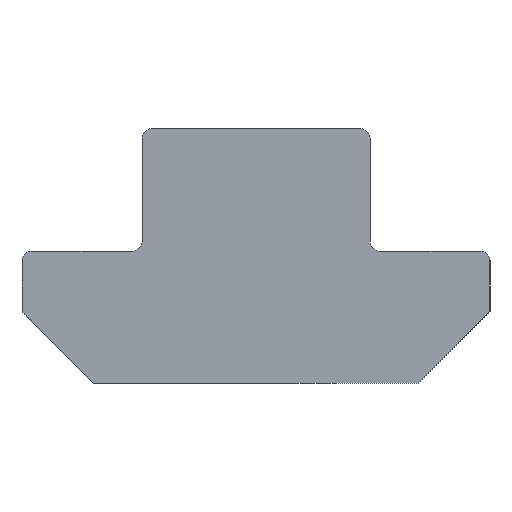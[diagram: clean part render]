
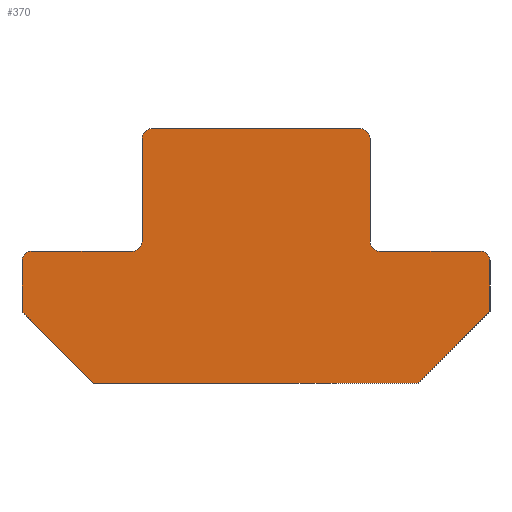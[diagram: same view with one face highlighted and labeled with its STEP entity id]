
A CAD part, left-side view. The second image highlights one B-rep face of the part: STEP entity #370.
In plain terms, the highlighted planar face has unit normal (-1, 0, 0).
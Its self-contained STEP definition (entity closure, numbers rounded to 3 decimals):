
#31=PLANE('',#416);
#34=LINE('',#535,#70);
#38=LINE('',#547,#74);
#42=LINE('',#559,#78);
#46=LINE('',#571,#82);
#49=LINE('',#577,#85);
#52=LINE('',#585,#88);
#55=LINE('',#591,#91);
#58=LINE('',#597,#94);
#62=LINE('',#609,#98);
#66=LINE('',#621,#102);
#70=VECTOR('',#432,1000.);
#74=VECTOR('',#444,1000.);
#78=VECTOR('',#456,1000.);
#82=VECTOR('',#468,1000.);
#85=VECTOR('',#473,1000.);
#88=VECTOR('',#480,1000.);
#91=VECTOR('',#485,1000.);
#94=VECTOR('',#490,1000.);
#98=VECTOR('',#502,1000.);
#102=VECTOR('',#514,1000.);
#186=ORIENTED_EDGE('',*,*,#204,.F.);
#187=ORIENTED_EDGE('',*,*,#252,.F.);
#188=ORIENTED_EDGE('',*,*,#249,.T.);
#189=ORIENTED_EDGE('',*,*,#246,.F.);
#190=ORIENTED_EDGE('',*,*,#243,.F.);
#191=ORIENTED_EDGE('',*,*,#240,.F.);
#192=ORIENTED_EDGE('',*,*,#237,.F.);
#193=ORIENTED_EDGE('',*,*,#234,.F.);
#194=ORIENTED_EDGE('',*,*,#230,.F.);
#195=ORIENTED_EDGE('',*,*,#227,.F.);
#196=ORIENTED_EDGE('',*,*,#224,.F.);
#197=ORIENTED_EDGE('',*,*,#221,.F.);
#198=ORIENTED_EDGE('',*,*,#218,.T.);
#199=ORIENTED_EDGE('',*,*,#215,.F.);
#200=ORIENTED_EDGE('',*,*,#212,.F.);
#201=ORIENTED_EDGE('',*,*,#209,.F.);
#204=EDGE_CURVE('',#254,#255,#288,.T.);
#209=EDGE_CURVE('',#255,#259,#34,.T.);
#212=EDGE_CURVE('',#259,#261,#291,.T.);
#215=EDGE_CURVE('',#261,#263,#38,.T.);
#218=EDGE_CURVE('',#265,#263,#293,.T.);
#221=EDGE_CURVE('',#265,#267,#42,.T.);
#224=EDGE_CURVE('',#267,#269,#295,.T.);
#227=EDGE_CURVE('',#269,#271,#46,.T.);
#230=EDGE_CURVE('',#271,#273,#49,.T.);
#234=EDGE_CURVE('',#273,#276,#52,.T.);
#237=EDGE_CURVE('',#276,#278,#55,.T.);
#240=EDGE_CURVE('',#278,#280,#58,.T.);
#243=EDGE_CURVE('',#280,#282,#298,.T.);
#246=EDGE_CURVE('',#282,#284,#62,.T.);
#249=EDGE_CURVE('',#286,#284,#300,.T.);
#252=EDGE_CURVE('',#286,#254,#66,.T.);
#254=VERTEX_POINT('',#525);
#255=VERTEX_POINT('',#526);
#259=VERTEX_POINT('',#536);
#261=VERTEX_POINT('',#542);
#263=VERTEX_POINT('',#548);
#265=VERTEX_POINT('',#554);
#267=VERTEX_POINT('',#560);
#269=VERTEX_POINT('',#566);
#271=VERTEX_POINT('',#572);
#273=VERTEX_POINT('',#578);
#276=VERTEX_POINT('',#586);
#278=VERTEX_POINT('',#592);
#280=VERTEX_POINT('',#598);
#282=VERTEX_POINT('',#604);
#284=VERTEX_POINT('',#610);
#286=VERTEX_POINT('',#616);
#288=CIRCLE('',#386,0.4);
#291=CIRCLE('',#391,0.4);
#293=CIRCLE('',#395,0.4);
#295=CIRCLE('',#399,0.4);
#298=CIRCLE('',#408,0.4);
#300=CIRCLE('',#412,0.4);
#321=EDGE_LOOP('',(#186,#187,#188,#189,#190,#191,#192,#193,#194,#195,#196,
#197,#198,#199,#200,#201));
#343=FACE_BOUND('',#321,.T.);
#370=ADVANCED_FACE('',(#343),#31,.F.);
#386=AXIS2_PLACEMENT_3D('',#524,#422,#423);
#391=AXIS2_PLACEMENT_3D('',#541,#437,#438);
#395=AXIS2_PLACEMENT_3D('',#553,#449,#450);
#399=AXIS2_PLACEMENT_3D('',#565,#461,#462);
#408=AXIS2_PLACEMENT_3D('',#603,#495,#496);
#412=AXIS2_PLACEMENT_3D('',#615,#507,#508);
#416=AXIS2_PLACEMENT_3D('',#624,#518,#519);
#422=DIRECTION('',(1.,0.,0.));
#423=DIRECTION('',(0.,0.,-1.));
#432=DIRECTION('',(0.,-1.,0.));
#437=DIRECTION('',(1.,0.,0.));
#438=DIRECTION('',(0.,0.,-1.));
#444=DIRECTION('',(0.,0.,-1.));
#449=DIRECTION('',(1.,0.,0.));
#450=DIRECTION('',(0.,0.,-1.));
#456=DIRECTION('',(0.,-1.,0.));
#461=DIRECTION('',(1.,0.,0.));
#462=DIRECTION('',(0.,0.,-1.));
#468=DIRECTION('',(0.,0.,-1.));
#473=DIRECTION('',(0.,0.707,-0.707));
#480=DIRECTION('',(0.,1.,0.));
#485=DIRECTION('',(0.,0.707,0.707));
#490=DIRECTION('',(0.,0.,1.));
#495=DIRECTION('',(1.,0.,0.));
#496=DIRECTION('',(0.,0.,-1.));
#502=DIRECTION('',(0.,-1.,0.));
#507=DIRECTION('',(1.,0.,0.));
#508=DIRECTION('',(0.,0.,-1.));
#514=DIRECTION('',(0.,0.,1.));
#518=DIRECTION('',(1.,0.,0.));
#519=DIRECTION('',(0.,0.,-1.));
#524=CARTESIAN_POINT('',(-10.,4.35,-0.4));
#525=CARTESIAN_POINT('',(-10.,4.75,-0.4));
#526=CARTESIAN_POINT('',(-10.,4.35,0.));
#535=CARTESIAN_POINT('',(-10.,4.35,0.));
#536=CARTESIAN_POINT('',(-10.,-4.35,0.));
#541=CARTESIAN_POINT('',(-10.,-4.35,-0.4));
#542=CARTESIAN_POINT('',(-10.,-4.75,-0.4));
#547=CARTESIAN_POINT('',(-10.,-4.75,-0.4));
#548=CARTESIAN_POINT('',(-10.,-4.75,-4.7));
#553=CARTESIAN_POINT('',(-10.,-5.15,-4.7));
#554=CARTESIAN_POINT('',(-10.,-5.15,-5.1));
#559=CARTESIAN_POINT('',(-10.,-5.15,-5.1));
#560=CARTESIAN_POINT('',(-10.,-9.35,-5.1));
#565=CARTESIAN_POINT('',(-10.,-9.35,-5.5));
#566=CARTESIAN_POINT('',(-10.,-9.75,-5.5));
#571=CARTESIAN_POINT('',(-10.,-9.75,-5.5));
#572=CARTESIAN_POINT('',(-10.,-9.75,-7.6));
#577=CARTESIAN_POINT('',(-10.,-9.75,-7.6));
#578=CARTESIAN_POINT('',(-10.,-6.75,-10.6));
#585=CARTESIAN_POINT('',(-10.,-6.75,-10.6));
#586=CARTESIAN_POINT('',(-10.,6.75,-10.6));
#591=CARTESIAN_POINT('',(-10.,6.75,-10.6));
#592=CARTESIAN_POINT('',(-10.,9.75,-7.6));
#597=CARTESIAN_POINT('',(-10.,9.75,-7.6));
#598=CARTESIAN_POINT('',(-10.,9.75,-5.5));
#603=CARTESIAN_POINT('',(-10.,9.35,-5.5));
#604=CARTESIAN_POINT('',(-10.,9.35,-5.1));
#609=CARTESIAN_POINT('',(-10.,9.35,-5.1));
#610=CARTESIAN_POINT('',(-10.,5.15,-5.1));
#615=CARTESIAN_POINT('',(-10.,5.15,-4.7));
#616=CARTESIAN_POINT('',(-10.,4.75,-4.7));
#621=CARTESIAN_POINT('',(-10.,4.75,-4.7));
#624=CARTESIAN_POINT('',(-10.,4.35,-0.4));
